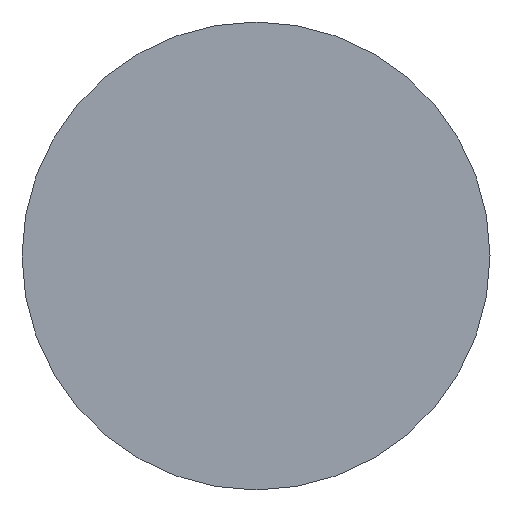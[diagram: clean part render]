
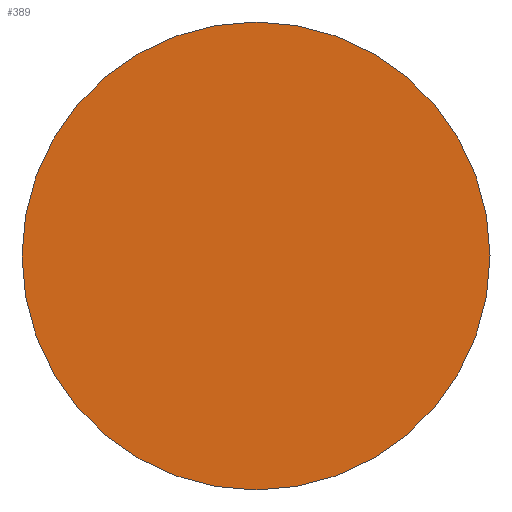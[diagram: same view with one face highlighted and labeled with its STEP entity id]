
A CAD part, front view. The second image highlights one B-rep face of the part: STEP entity #389.
In plain terms, the highlighted planar face has unit normal (0, -1, 0).
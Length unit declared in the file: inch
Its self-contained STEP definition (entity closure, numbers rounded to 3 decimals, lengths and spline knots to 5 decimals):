
#9 = FACE_OUTER_BOUND ( 'NONE', #305, .T. ) ;
#35 = AXIS2_PLACEMENT_3D ( 'NONE', #238, #121, #315 ) ;
#44 = ORIENTED_EDGE ( 'NONE', *, *, #49, .T. ) ;
#49 = EDGE_CURVE ( 'NONE', #55, #102, #186, .T. ) ;
#55 = VERTEX_POINT ( 'NONE', #265 ) ;
#72 = DIRECTION ( 'NONE',  ( 0., 0., -1. ) ) ;
#102 = VERTEX_POINT ( 'NONE', #458 ) ;
#104 = EDGE_CURVE ( 'NONE', #102, #55, #152, .T. ) ;
#108 = PLANE ( 'NONE',  #35 ) ;
#121 = DIRECTION ( 'NONE',  ( 0., -1., 0. ) ) ;
#132 = DIRECTION ( 'NONE',  ( 0., -1., 0. ) ) ;
#152 = CIRCLE ( 'NONE', #419, 0.0625 ) ;
#171 = ORIENTED_EDGE ( 'NONE', *, *, #104, .T. ) ;
#186 = CIRCLE ( 'NONE', #343, 0.0625 ) ;
#238 = CARTESIAN_POINT ( 'NONE',  ( 0., 0., 0. ) ) ;
#239 = DIRECTION ( 'NONE',  ( 0., -1., 0. ) ) ;
#265 = CARTESIAN_POINT ( 'NONE',  ( 0., 0., -0.0625 ) ) ;
#305 = EDGE_LOOP ( 'NONE', ( #44, #171 ) ) ;
#315 = DIRECTION ( 'NONE',  ( 0., 0., -1. ) ) ;
#343 = AXIS2_PLACEMENT_3D ( 'NONE', #449, #239, #385 ) ;
#385 = DIRECTION ( 'NONE',  ( 0., 0., -1. ) ) ;
#389 = ADVANCED_FACE ( 'NONE', ( #9 ), #108, .T. ) ;
#392 = CARTESIAN_POINT ( 'NONE',  ( 0., 0., 0. ) ) ;
#419 = AXIS2_PLACEMENT_3D ( 'NONE', #392, #132, #72 ) ;
#449 = CARTESIAN_POINT ( 'NONE',  ( 0., 0., 0. ) ) ;
#458 = CARTESIAN_POINT ( 'NONE',  ( 0., 0., 0.0625 ) ) ;
